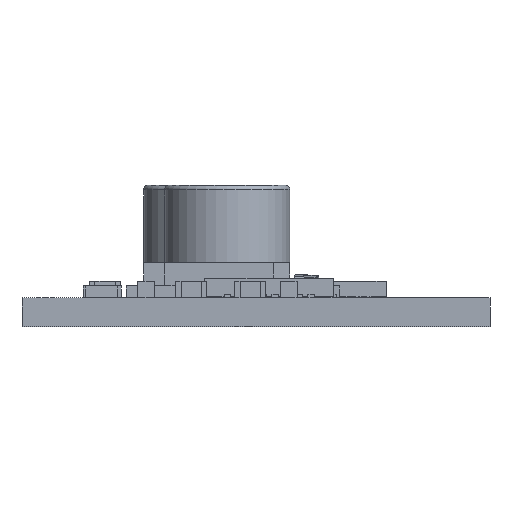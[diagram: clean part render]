
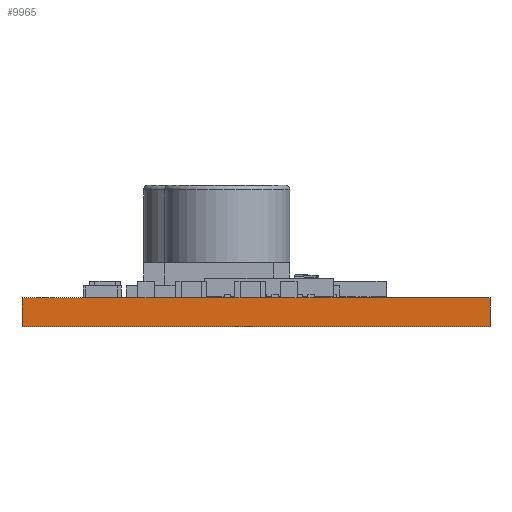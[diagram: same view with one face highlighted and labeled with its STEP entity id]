
A CAD part, front view. The second image highlights one B-rep face of the part: STEP entity #9965.
In plain terms, the highlighted planar face has unit normal (0, -1, 0).
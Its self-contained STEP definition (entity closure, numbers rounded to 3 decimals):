
#400 = DIRECTION ( 'NONE',  ( 1., 0., 0. ) ) ;
#2470 = CARTESIAN_POINT ( 'NONE',  ( 0., 0., 0. ) ) ;
#2574 = LINE ( 'NONE', #27234, #41837 ) ;
#2892 = VECTOR ( 'NONE', #49141, 1000. ) ;
#3417 = PLANE ( 'NONE',  #31124 ) ;
#4294 = CARTESIAN_POINT ( 'NONE',  ( 25.4, 0., 1.57 ) ) ;
#5333 = EDGE_CURVE ( 'NONE', #7524, #13907, #45862, .T. ) ;
#7524 = VERTEX_POINT ( 'NONE', #16504 ) ;
#8420 = VECTOR ( 'NONE', #42314, 1000. ) ;
#9965 = ADVANCED_FACE ( 'NONE', ( #39926 ), #3417, .F. ) ;
#10631 = EDGE_CURVE ( 'NONE', #13907, #44097, #15987, .T. ) ;
#13907 = VERTEX_POINT ( 'NONE', #2470 ) ;
#14226 = LINE ( 'NONE', #4294, #48634 ) ;
#15987 = LINE ( 'NONE', #45164, #2892 ) ;
#16504 = CARTESIAN_POINT ( 'NONE',  ( 0., 0., 1.57 ) ) ;
#16617 = CARTESIAN_POINT ( 'NONE',  ( 25.4, 0., 1.57 ) ) ;
#18946 = ORIENTED_EDGE ( 'NONE', *, *, #33950, .F. ) ;
#20887 = EDGE_LOOP ( 'NONE', ( #30392, #18946, #47175, #40390 ) ) ;
#22032 = DIRECTION ( 'NONE',  ( 0., 1., 0. ) ) ;
#27156 = VERTEX_POINT ( 'NONE', #16617 ) ;
#27234 = CARTESIAN_POINT ( 'NONE',  ( 0., 0., 1.57 ) ) ;
#30015 = DIRECTION ( 'NONE',  ( 0., 0., 1. ) ) ;
#30392 = ORIENTED_EDGE ( 'NONE', *, *, #10631, .T. ) ;
#31124 = AXIS2_PLACEMENT_3D ( 'NONE', #41479, #22032, #30015 ) ;
#33680 = CARTESIAN_POINT ( 'NONE',  ( 25.4, 0., 0. ) ) ;
#33950 = EDGE_CURVE ( 'NONE', #27156, #44097, #14226, .T. ) ;
#38374 = CARTESIAN_POINT ( 'NONE',  ( 0., 0., 1.57 ) ) ;
#39926 = FACE_OUTER_BOUND ( 'NONE', #20887, .T. ) ;
#40390 = ORIENTED_EDGE ( 'NONE', *, *, #5333, .T. ) ;
#41479 = CARTESIAN_POINT ( 'NONE',  ( 0., 0., 1.57 ) ) ;
#41837 = VECTOR ( 'NONE', #400, 1000. ) ;
#42314 = DIRECTION ( 'NONE',  ( 0., 0., -1. ) ) ;
#43222 = EDGE_CURVE ( 'NONE', #7524, #27156, #2574, .T. ) ;
#44097 = VERTEX_POINT ( 'NONE', #33680 ) ;
#45164 = CARTESIAN_POINT ( 'NONE',  ( 0., 0., 0. ) ) ;
#45826 = DIRECTION ( 'NONE',  ( 0., 0., -1. ) ) ;
#45862 = LINE ( 'NONE', #38374, #8420 ) ;
#47175 = ORIENTED_EDGE ( 'NONE', *, *, #43222, .F. ) ;
#48634 = VECTOR ( 'NONE', #45826, 1000. ) ;
#49141 = DIRECTION ( 'NONE',  ( 1., 0., 0. ) ) ;
